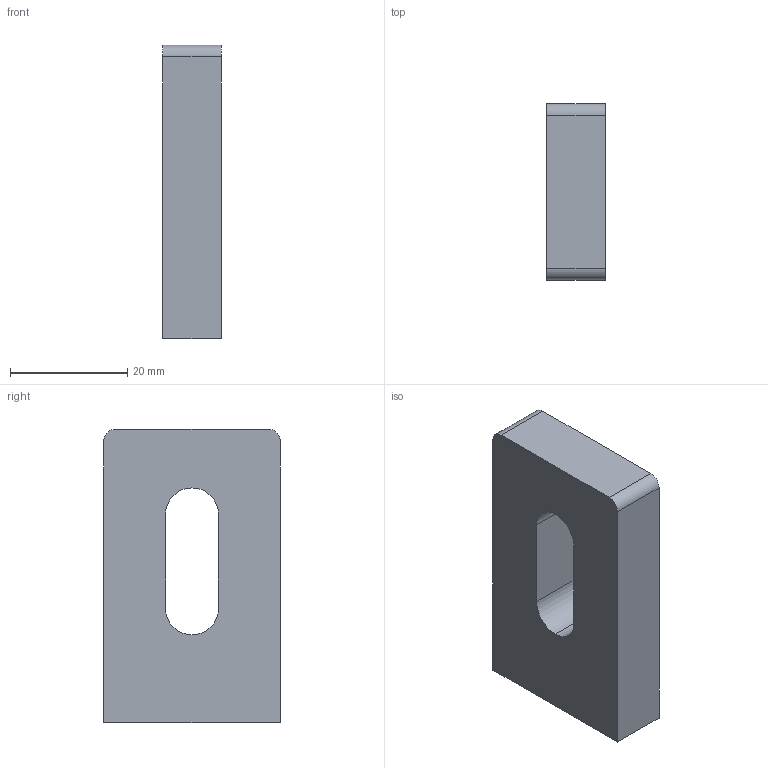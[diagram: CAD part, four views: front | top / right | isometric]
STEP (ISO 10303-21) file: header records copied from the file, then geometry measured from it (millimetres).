
FILE_DESCRIPTION (( 'STEP AP203' ), '1' );
FILE_NAME ('54122-ST-10.step', '2019-02-20T13:30:32', ( '' ), ( '' ), 'SwSTEP 2.0', 'SolidWorks 2015', '' );
FILE_SCHEMA (( 'CONFIG_CONTROL_DESIGN' ));
Length unit declared in the file: millimetre
Products named in the file (1): 54122-ST-10
Bounding box: 10 x 30 x 50 mm (x, y, z)
Volume: 12906.5 mm3; surface area: 4772.7 mm2
Topology: 1 solids, 1 shells, 244 faces, 654 edges, 436 vertices
Faces by surface type: plane 147, bspline 92, cylinder 5
Entity records: 12421 total; most frequent: CARTESIAN_POINT 6851, ORIENTED_EDGE 1308, DIRECTION 786, EDGE_CURVE 654, LINE 460, VECTOR 460, VERTEX_POINT 436, EDGE_LOOP 270
